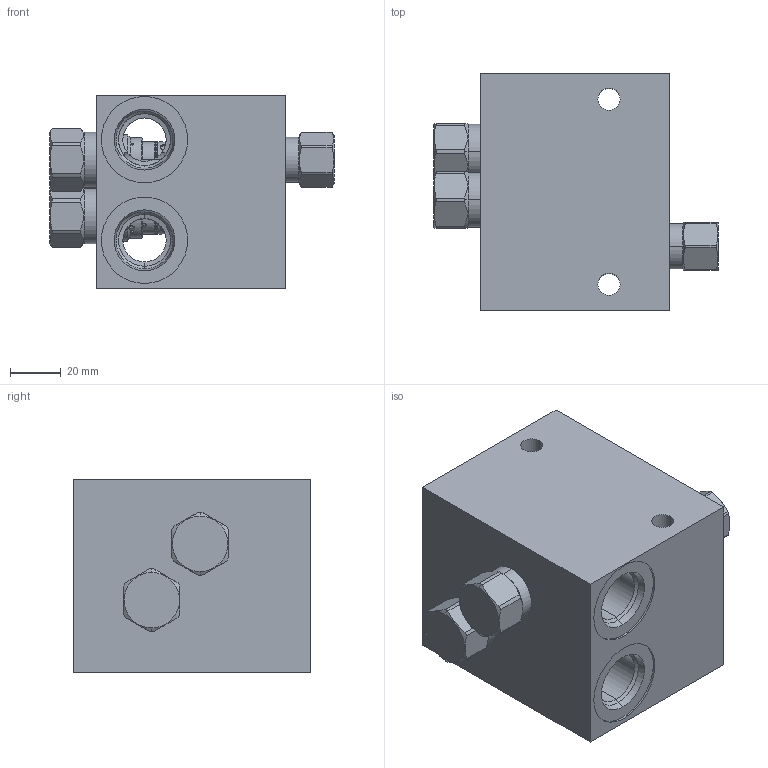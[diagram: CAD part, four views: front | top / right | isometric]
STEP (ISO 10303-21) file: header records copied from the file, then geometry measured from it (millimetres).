
FILE_DESCRIPTION((''),'2;1');
FILE_NAME('FHF_ASM','2021-11-10T',('ProEService'),(''),'PRO/ENGINEER BY PARAMETRIC TECHNOLOGY CORPORATION, 2014200','PRO/ENGINEER BY PARAMETRIC TECHNOLOGY CORPORATION, 2014200','');
FILE_SCHEMA(('CONFIG_CONTROL_DESIGN'));
Length unit declared in the file: inch
Products named in the file (4): 154-362-006; CSAWEXN; CXDAXAN; FHF_ASM
Assembly tree (4 placements, depth 2):
  FHF_ASM
    154-362-006
    CSAWEXN
    CXDAXAN  x2
Bounding box: 112.09 x 93.68 x 76.2 mm (x, y, z)
Volume: 437087.3 mm3; surface area: 83057 mm2
Topology: 8 solids, 8 shells, 695 faces, 2059 edges, 1572 vertices
Faces by surface type: cylinder 328, cone 170, plane 103, torus 74, revolution 20
Entity records: 20736 total; most frequent: CARTESIAN_POINT 6930, DIRECTION 2948, ORIENTED_EDGE 2356, EDGE_CURVE 1178, AXIS2_PLACEMENT_3D 1076, VECTOR 782, LINE 782, VERTEX_POINT 718
